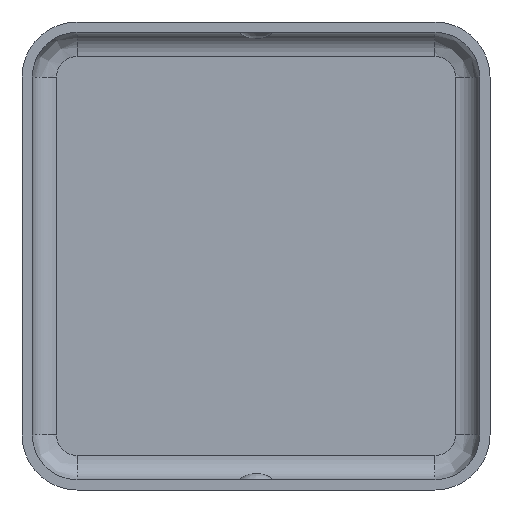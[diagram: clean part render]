
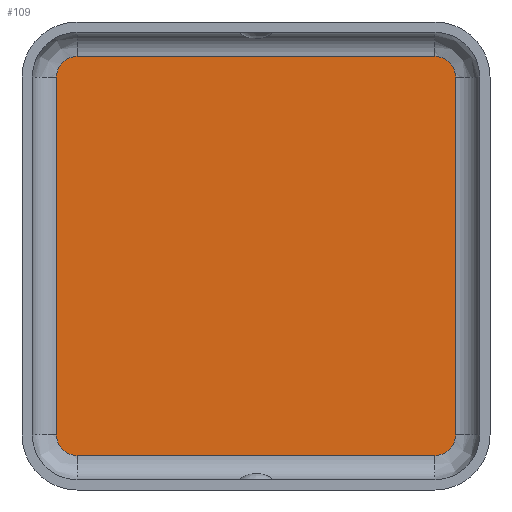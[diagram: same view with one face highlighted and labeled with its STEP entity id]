
A CAD part, front view. The second image highlights one B-rep face of the part: STEP entity #109.
In plain terms, the highlighted planar face has unit normal (0, -1, 0).
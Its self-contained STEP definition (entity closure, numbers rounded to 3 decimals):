
#109 = ADVANCED_FACE( 'NONE', ( #239 ), #240, .T. );
#239 = FACE_OUTER_BOUND( '', #552, .T. );
#240 = PLANE( '', #553 );
#552 = EDGE_LOOP( '', ( #922, #923, #924, #925, #926, #927, #928, #929 ) );
#553 = AXIS2_PLACEMENT_3D( '', #930, #931, #932 );
#922 = ORIENTED_EDGE( '', *, *, #1164, .F. );
#923 = ORIENTED_EDGE( '', *, *, #1165, .F. );
#924 = ORIENTED_EDGE( '', *, *, #1135, .F. );
#925 = ORIENTED_EDGE( '', *, *, #1128, .F. );
#926 = ORIENTED_EDGE( '', *, *, #1166, .F. );
#927 = ORIENTED_EDGE( '', *, *, #1167, .F. );
#928 = ORIENTED_EDGE( '', *, *, #1168, .F. );
#929 = ORIENTED_EDGE( '', *, *, #1169, .F. );
#930 = CARTESIAN_POINT( '', ( 5.15, 0., -5.15 ) );
#931 = DIRECTION( '', ( 0., -1., 0. ) );
#932 = DIRECTION( '', ( 0., 0., -1. ) );
#1128 = EDGE_CURVE( '', #1288, #1290, #1291, .F. );
#1135 = EDGE_CURVE( '', #1290, #1299, #1300, .F. );
#1164 = EDGE_CURVE( '', #1343, #1344, #1345, .F. );
#1165 = EDGE_CURVE( '', #1299, #1343, #1346, .T. );
#1166 = EDGE_CURVE( '', #1347, #1288, #1348, .F. );
#1167 = EDGE_CURVE( '', #1349, #1347, #1350, .F. );
#1168 = EDGE_CURVE( '', #1351, #1349, #1352, .F. );
#1169 = EDGE_CURVE( '', #1344, #1351, #1353, .T. );
#1288 = VERTEX_POINT( '', #1492 );
#1290 = VERTEX_POINT( '', #1494 );
#1291 = LINE( '', #1495, #1496 );
#1299 = VERTEX_POINT( '', #1505 );
#1300 = CIRCLE( '', #1506, 0.6 );
#1343 = VERTEX_POINT( '', #1559 );
#1344 = VERTEX_POINT( '', #1560 );
#1345 = CIRCLE( '', #1561, 0.6 );
#1346 = LINE( '', #1562, #1563 );
#1347 = VERTEX_POINT( '', #1564 );
#1348 = CIRCLE( '', #1565, 0.6 );
#1349 = VERTEX_POINT( '', #1566 );
#1350 = LINE( '', #1567, #1568 );
#1351 = VERTEX_POINT( '', #1569 );
#1352 = CIRCLE( '', #1570, 0.6 );
#1353 = LINE( '', #1571, #1572 );
#1492 = CARTESIAN_POINT( '', ( -5.8, 0., -5.2 ) );
#1494 = CARTESIAN_POINT( '', ( -5.8, 0., 5.2 ) );
#1495 = CARTESIAN_POINT( '', ( -5.8, 0., -5.15 ) );
#1496 = VECTOR( '', #1702, 1000. );
#1505 = CARTESIAN_POINT( '', ( -5.2, 0., 5.8 ) );
#1506 = AXIS2_PLACEMENT_3D( '', #1713, #1714, #1715 );
#1559 = CARTESIAN_POINT( '', ( 5.2, 0., 5.8 ) );
#1560 = CARTESIAN_POINT( '', ( 5.8, 0., 5.2 ) );
#1561 = AXIS2_PLACEMENT_3D( '', #1759, #1760, #1761 );
#1562 = CARTESIAN_POINT( '', ( 5.15, 0., 5.8 ) );
#1563 = VECTOR( '', #1762, 1000. );
#1564 = CARTESIAN_POINT( '', ( -5.2, 0., -5.8 ) );
#1565 = AXIS2_PLACEMENT_3D( '', #1763, #1764, #1765 );
#1566 = CARTESIAN_POINT( '', ( 5.2, 0., -5.8 ) );
#1567 = CARTESIAN_POINT( '', ( 5.15, 0., -5.8 ) );
#1568 = VECTOR( '', #1766, 1000. );
#1569 = CARTESIAN_POINT( '', ( 5.8, 0., -5.2 ) );
#1570 = AXIS2_PLACEMENT_3D( '', #1767, #1768, #1769 );
#1571 = CARTESIAN_POINT( '', ( 5.8, 0., -5.15 ) );
#1572 = VECTOR( '', #1770, 1000. );
#1702 = DIRECTION( '', ( 0., 0., -1. ) );
#1713 = CARTESIAN_POINT( '', ( -5.2, 0., 5.2 ) );
#1714 = DIRECTION( '', ( 0., -1., 0. ) );
#1715 = DIRECTION( '', ( 0., 0., -1. ) );
#1759 = CARTESIAN_POINT( '', ( 5.2, 0., 5.2 ) );
#1760 = DIRECTION( '', ( 0., -1., 0. ) );
#1761 = DIRECTION( '', ( 0., 0., -1. ) );
#1762 = DIRECTION( '', ( 1., 0., 0. ) );
#1763 = CARTESIAN_POINT( '', ( -5.2, 0., -5.2 ) );
#1764 = DIRECTION( '', ( 0., -1., 0. ) );
#1765 = DIRECTION( '', ( 0., 0., -1. ) );
#1766 = DIRECTION( '', ( 1., 0., 0. ) );
#1767 = CARTESIAN_POINT( '', ( 5.2, 0., -5.2 ) );
#1768 = DIRECTION( '', ( 0., -1., 0. ) );
#1769 = DIRECTION( '', ( 0., 0., -1. ) );
#1770 = DIRECTION( '', ( 0., 0., -1. ) );
